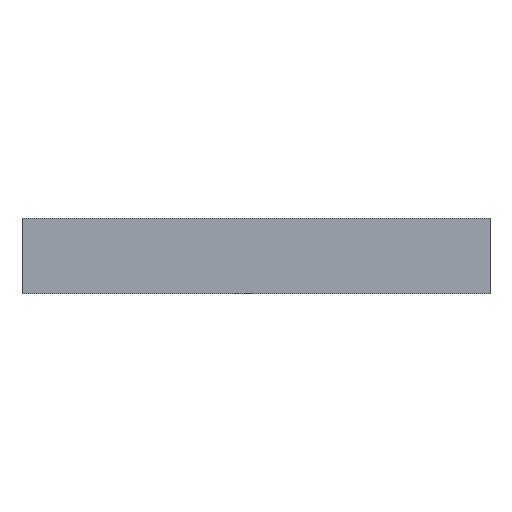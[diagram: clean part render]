
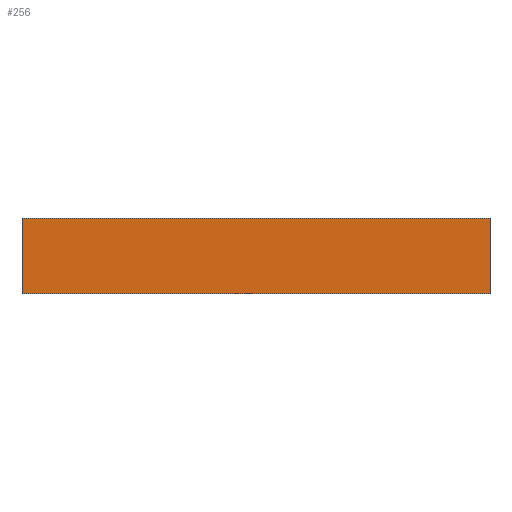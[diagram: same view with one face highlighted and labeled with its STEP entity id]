
A CAD part, left-side view. The second image highlights one B-rep face of the part: STEP entity #256.
In plain terms, the highlighted planar face has unit normal (-1, 0, 0).
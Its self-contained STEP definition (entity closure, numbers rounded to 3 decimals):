
#13 = CARTESIAN_POINT ( 'NONE',  ( 0., -90., 14.5 ) ) ;
#34 = EDGE_CURVE ( 'NONE', #140, #75, #367, .T. ) ;
#36 = DIRECTION ( 'NONE',  ( 0., 0., -1. ) ) ;
#56 = VECTOR ( 'NONE', #451, 1000. ) ;
#75 = VERTEX_POINT ( 'NONE', #97 ) ;
#94 = AXIS2_PLACEMENT_3D ( 'NONE', #210, #259, #651 ) ;
#97 = CARTESIAN_POINT ( 'NONE',  ( 0., 90., -14.5 ) ) ;
#140 = VERTEX_POINT ( 'NONE', #216 ) ;
#141 = FACE_OUTER_BOUND ( 'NONE', #561, .T. ) ;
#143 = EDGE_CURVE ( 'NONE', #140, #219, #584, .T. ) ;
#153 = PLANE ( 'NONE',  #94 ) ;
#163 = CARTESIAN_POINT ( 'NONE',  ( 0., 0., 14.5 ) ) ;
#200 = CARTESIAN_POINT ( 'NONE',  ( 0., 90., 14.5 ) ) ;
#210 = CARTESIAN_POINT ( 'NONE',  ( 0., 0., 14.5 ) ) ;
#216 = CARTESIAN_POINT ( 'NONE',  ( 0., 90., 14.5 ) ) ;
#219 = VERTEX_POINT ( 'NONE', #13 ) ;
#256 = ADVANCED_FACE ( 'NONE', ( #141 ), #153, .F. ) ;
#259 = DIRECTION ( 'NONE',  ( 1., 0., 0. ) ) ;
#324 = DIRECTION ( 'NONE',  ( 0., -1., 0. ) ) ;
#327 = CARTESIAN_POINT ( 'NONE',  ( 0., 0., -14.5 ) ) ;
#341 = CARTESIAN_POINT ( 'NONE',  ( 0., -90., -14.5 ) ) ;
#361 = ORIENTED_EDGE ( 'NONE', *, *, #413, .F. ) ;
#367 = LINE ( 'NONE', #200, #497 ) ;
#370 = ORIENTED_EDGE ( 'NONE', *, *, #143, .F. ) ;
#381 = ORIENTED_EDGE ( 'NONE', *, *, #429, .T. ) ;
#393 = VERTEX_POINT ( 'NONE', #341 ) ;
#398 = LINE ( 'NONE', #327, #541 ) ;
#413 = EDGE_CURVE ( 'NONE', #219, #393, #621, .T. ) ;
#429 = EDGE_CURVE ( 'NONE', #75, #393, #398, .T. ) ;
#435 = ORIENTED_EDGE ( 'NONE', *, *, #34, .T. ) ;
#451 = DIRECTION ( 'NONE',  ( 0., 0., -1. ) ) ;
#497 = VECTOR ( 'NONE', #36, 1000. ) ;
#541 = VECTOR ( 'NONE', #662, 1000. ) ;
#561 = EDGE_LOOP ( 'NONE', ( #381, #361, #370, #435 ) ) ;
#562 = CARTESIAN_POINT ( 'NONE',  ( 0., -90., 14.5 ) ) ;
#584 = LINE ( 'NONE', #163, #713 ) ;
#621 = LINE ( 'NONE', #562, #56 ) ;
#651 = DIRECTION ( 'NONE',  ( 0., 1., 0. ) ) ;
#662 = DIRECTION ( 'NONE',  ( 0., -1., 0. ) ) ;
#713 = VECTOR ( 'NONE', #324, 1000. ) ;
